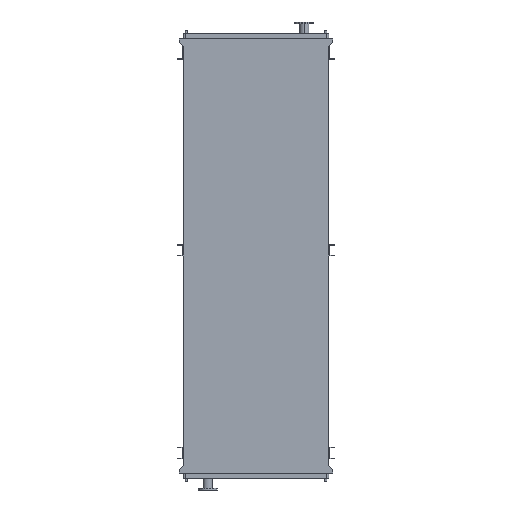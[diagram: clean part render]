
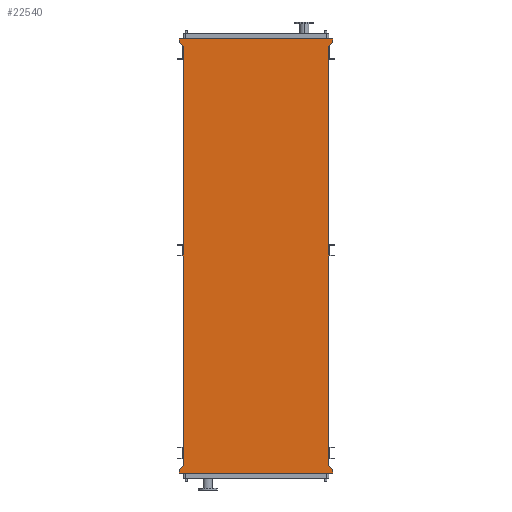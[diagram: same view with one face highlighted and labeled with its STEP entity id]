
A CAD part, front view. The second image highlights one B-rep face of the part: STEP entity #22540.
In plain terms, the highlighted planar face has unit normal (0, -1, 0).
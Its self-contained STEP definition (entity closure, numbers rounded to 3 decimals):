
#454 = VERTEX_POINT ( 'NONE', #5110 ) ;
#522 = EDGE_CURVE ( 'NONE', #22651, #7943, #1675, .T. ) ;
#690 = VECTOR ( 'NONE', #13261, 1000. ) ;
#696 = ORIENTED_EDGE ( 'NONE', *, *, #15705, .F. ) ;
#1257 = VECTOR ( 'NONE', #8564, 1000. ) ;
#1267 = DIRECTION ( 'NONE',  ( 0., 0., 1. ) ) ;
#1504 = LINE ( 'NONE', #19691, #13206 ) ;
#1675 = LINE ( 'NONE', #11064, #690 ) ;
#1722 = LINE ( 'NONE', #7338, #18705 ) ;
#2307 = VECTOR ( 'NONE', #1267, 1000. ) ;
#2490 = LINE ( 'NONE', #11873, #22746 ) ;
#3245 = CARTESIAN_POINT ( 'NONE',  ( -845., 0., -4850. ) ) ;
#4249 = CARTESIAN_POINT ( 'NONE',  ( -845., 0., -4850. ) ) ;
#4353 = EDGE_CURVE ( 'NONE', #19161, #6970, #19924, .T. ) ;
#4506 = ORIENTED_EDGE ( 'NONE', *, *, #10564, .F. ) ;
#4907 = CARTESIAN_POINT ( 'NONE',  ( -845., 0., -4850. ) ) ;
#5012 = VECTOR ( 'NONE', #16150, 1000. ) ;
#5110 = CARTESIAN_POINT ( 'NONE',  ( 891., 0., 95. ) ) ;
#5328 = CARTESIAN_POINT ( 'NONE',  ( 891., 0., 53. ) ) ;
#5518 = DIRECTION ( 'NONE',  ( 0., 0., 1. ) ) ;
#5808 = VECTOR ( 'NONE', #20755, 1000. ) ;
#6526 = LINE ( 'NONE', #8714, #23337 ) ;
#6970 = VERTEX_POINT ( 'NONE', #3245 ) ;
#7120 = CARTESIAN_POINT ( 'NONE',  ( -845., 0., -4850. ) ) ;
#7332 = EDGE_CURVE ( 'NONE', #7943, #22207, #2490, .T. ) ;
#7338 = CARTESIAN_POINT ( 'NONE',  ( -891., 0., -4903. ) ) ;
#7453 = CARTESIAN_POINT ( 'NONE',  ( 845., 0., -4850. ) ) ;
#7943 = VERTEX_POINT ( 'NONE', #19541 ) ;
#7973 = ORIENTED_EDGE ( 'NONE', *, *, #19699, .F. ) ;
#8392 = ORIENTED_EDGE ( 'NONE', *, *, #14035, .F. ) ;
#8564 = DIRECTION ( 'NONE',  ( 0.655, 0., 0.755 ) ) ;
#8707 = LINE ( 'NONE', #15904, #5012 ) ;
#8714 = CARTESIAN_POINT ( 'NONE',  ( -891., 0., 95. ) ) ;
#9492 = ORIENTED_EDGE ( 'NONE', *, *, #13283, .F. ) ;
#9729 = FACE_OUTER_BOUND ( 'NONE', #22299, .T. ) ;
#9919 = DIRECTION ( 'NONE',  ( 0., 0., -1. ) ) ;
#10465 = CARTESIAN_POINT ( 'NONE',  ( -845., 0., 0. ) ) ;
#10530 = DIRECTION ( 'NONE',  ( -1., 0., 0. ) ) ;
#10538 = CARTESIAN_POINT ( 'NONE',  ( -891., 0., -4945. ) ) ;
#10564 = EDGE_CURVE ( 'NONE', #17837, #19161, #1722, .T. ) ;
#10573 = CARTESIAN_POINT ( 'NONE',  ( -845., 0., 0. ) ) ;
#10742 = VERTEX_POINT ( 'NONE', #10573 ) ;
#10958 = DIRECTION ( 'NONE',  ( -0.655, 0., 0.755 ) ) ;
#11064 = CARTESIAN_POINT ( 'NONE',  ( 891., 0., -4903. ) ) ;
#11873 = CARTESIAN_POINT ( 'NONE',  ( 891., 0., -4945. ) ) ;
#11969 = ORIENTED_EDGE ( 'NONE', *, *, #4353, .F. ) ;
#12798 = ORIENTED_EDGE ( 'NONE', *, *, #7332, .F. ) ;
#13025 = DIRECTION ( 'NONE',  ( 0., -1., 0. ) ) ;
#13206 = VECTOR ( 'NONE', #21628, 1000. ) ;
#13261 = DIRECTION ( 'NONE',  ( 0.655, 0., -0.755 ) ) ;
#13283 = EDGE_CURVE ( 'NONE', #10742, #15956, #16086, .T. ) ;
#13304 = LINE ( 'NONE', #7453, #5808 ) ;
#13450 = VECTOR ( 'NONE', #10958, 1000. ) ;
#13738 = ORIENTED_EDGE ( 'NONE', *, *, #15647, .F. ) ;
#13744 = CARTESIAN_POINT ( 'NONE',  ( 845., 0., -4850. ) ) ;
#14035 = EDGE_CURVE ( 'NONE', #454, #18706, #8707, .T. ) ;
#14077 = LINE ( 'NONE', #20181, #19451 ) ;
#14131 = CARTESIAN_POINT ( 'NONE',  ( -891., 0., 53. ) ) ;
#14181 = EDGE_CURVE ( 'NONE', #22651, #16922, #13304, .T. ) ;
#14341 = CARTESIAN_POINT ( 'NONE',  ( -891., 0., 95. ) ) ;
#14693 = ORIENTED_EDGE ( 'NONE', *, *, #23898, .F. ) ;
#15224 = DIRECTION ( 'NONE',  ( 0., 0., -1. ) ) ;
#15355 = VERTEX_POINT ( 'NONE', #14341 ) ;
#15647 = EDGE_CURVE ( 'NONE', #6970, #10742, #17846, .T. ) ;
#15669 = EDGE_CURVE ( 'NONE', #15956, #15355, #1504, .T. ) ;
#15705 = EDGE_CURVE ( 'NONE', #22207, #17837, #14077, .T. ) ;
#15904 = CARTESIAN_POINT ( 'NONE',  ( 891., 0., 95. ) ) ;
#15956 = VERTEX_POINT ( 'NONE', #14131 ) ;
#16086 = LINE ( 'NONE', #10465, #13450 ) ;
#16150 = DIRECTION ( 'NONE',  ( 0., 0., -1. ) ) ;
#16198 = ORIENTED_EDGE ( 'NONE', *, *, #522, .F. ) ;
#16199 = AXIS2_PLACEMENT_3D ( 'NONE', #4249, #13025, #15224 ) ;
#16356 = ORIENTED_EDGE ( 'NONE', *, *, #14181, .T. ) ;
#16394 = CARTESIAN_POINT ( 'NONE',  ( 891., 0., 53. ) ) ;
#16813 = PLANE ( 'NONE',  #16199 ) ;
#16922 = VERTEX_POINT ( 'NONE', #17466 ) ;
#17466 = CARTESIAN_POINT ( 'NONE',  ( 845., 0., 0. ) ) ;
#17837 = VERTEX_POINT ( 'NONE', #10538 ) ;
#17846 = LINE ( 'NONE', #7120, #2307 ) ;
#18260 = DIRECTION ( 'NONE',  ( -0.655, 0., -0.755 ) ) ;
#18705 = VECTOR ( 'NONE', #5518, 1000. ) ;
#18706 = VERTEX_POINT ( 'NONE', #16394 ) ;
#19161 = VERTEX_POINT ( 'NONE', #23681 ) ;
#19451 = VECTOR ( 'NONE', #10530, 1000. ) ;
#19541 = CARTESIAN_POINT ( 'NONE',  ( 891., 0., -4903. ) ) ;
#19546 = CARTESIAN_POINT ( 'NONE',  ( 891., 0., -4945. ) ) ;
#19691 = CARTESIAN_POINT ( 'NONE',  ( -891., 0., 53. ) ) ;
#19699 = EDGE_CURVE ( 'NONE', #15355, #454, #6526, .T. ) ;
#19924 = LINE ( 'NONE', #4907, #1257 ) ;
#20181 = CARTESIAN_POINT ( 'NONE',  ( -891., 0., -4945. ) ) ;
#20755 = DIRECTION ( 'NONE',  ( 0., 0., 1. ) ) ;
#21311 = VECTOR ( 'NONE', #18260, 1000. ) ;
#21628 = DIRECTION ( 'NONE',  ( 0., 0., 1. ) ) ;
#21765 = DIRECTION ( 'NONE',  ( 1., 0., 0. ) ) ;
#22207 = VERTEX_POINT ( 'NONE', #19546 ) ;
#22299 = EDGE_LOOP ( 'NONE', ( #16356, #14693, #8392, #7973, #23545, #9492, #13738, #11969, #4506, #696, #12798, #16198 ) ) ;
#22540 = ADVANCED_FACE ( 'NONE', ( #9729 ), #16813, .T. ) ;
#22651 = VERTEX_POINT ( 'NONE', #13744 ) ;
#22746 = VECTOR ( 'NONE', #9919, 1000. ) ;
#23337 = VECTOR ( 'NONE', #21765, 1000. ) ;
#23545 = ORIENTED_EDGE ( 'NONE', *, *, #15669, .F. ) ;
#23681 = CARTESIAN_POINT ( 'NONE',  ( -891., 0., -4903. ) ) ;
#23898 = EDGE_CURVE ( 'NONE', #18706, #16922, #24108, .T. ) ;
#24108 = LINE ( 'NONE', #5328, #21311 ) ;
